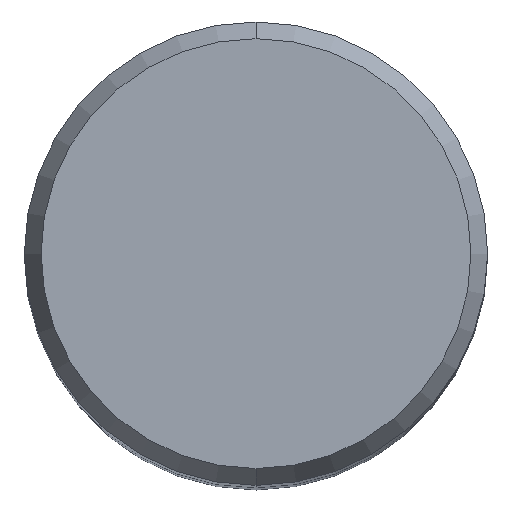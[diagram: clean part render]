
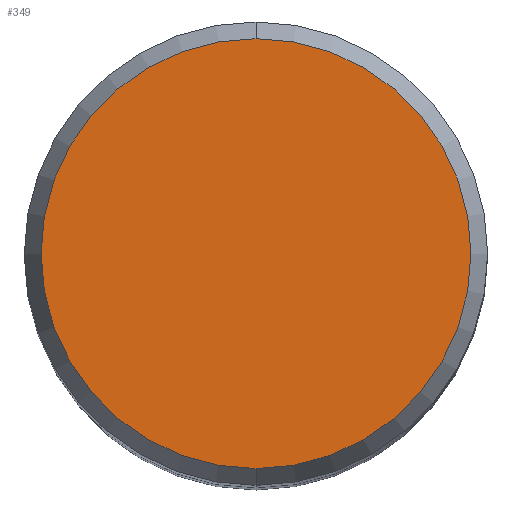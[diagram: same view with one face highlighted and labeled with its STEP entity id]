
A CAD part, top view. The second image highlights one B-rep face of the part: STEP entity #349.
In plain terms, the highlighted planar face has unit normal (0, 0, 1).
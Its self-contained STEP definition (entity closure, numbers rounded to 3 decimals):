
#321=VERTEX_POINT('',#627);
#327=EDGE_CURVE('',#347,#321,#633,.T.);
#347=VERTEX_POINT('',#655);
#349=ADVANCED_FACE('',(#657),#658,.T.);
#397=EDGE_CURVE('',#321,#347,#712,.T.);
#627=CARTESIAN_POINT('',(0.,-7.423,0.0));
#633=CIRCLE('',#1190,7.423);
#655=CARTESIAN_POINT('',(0.0,7.423,0.0));
#657=FACE_OUTER_BOUND('',#1217,.T.);
#658=PLANE('',#1218);
#712=CIRCLE('',#1360,7.423);
#1190=AXIS2_PLACEMENT_3D('',#1637,#1638,#1639);
#1217=EDGE_LOOP('',(#1661,#1662));
#1218=AXIS2_PLACEMENT_3D('',#1663,#1664,#1665);
#1360=AXIS2_PLACEMENT_3D('',#1734,#1735,#1736);
#1637=CARTESIAN_POINT('',(0.0,0.0,0.0));
#1638=DIRECTION('',(0.0,0.0,-1.0));
#1639=DIRECTION('',(0.0,1.0,0.0));
#1661=ORIENTED_EDGE('',*,*,#327,.F.);
#1662=ORIENTED_EDGE('',*,*,#397,.F.);
#1663=CARTESIAN_POINT('',(0.0,3.711,0.0));
#1664=DIRECTION('',(-0.0,0.0,1.0));
#1665=DIRECTION('',(0.0,-1.0,0.0));
#1734=CARTESIAN_POINT('',(0.0,0.0,0.0));
#1735=DIRECTION('',(0.0,0.0,-1.0));
#1736=DIRECTION('',(0.0,1.0,0.0));
